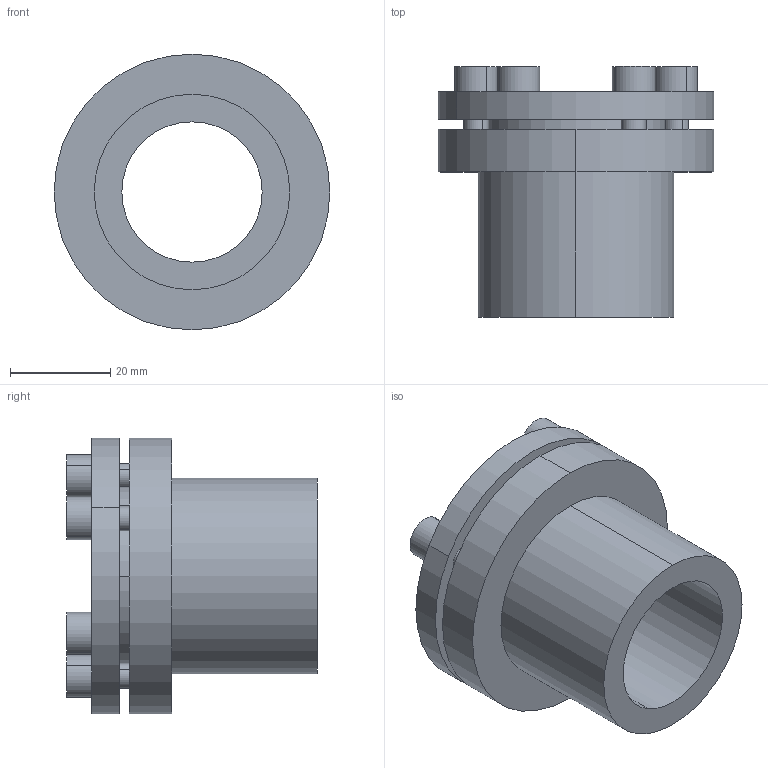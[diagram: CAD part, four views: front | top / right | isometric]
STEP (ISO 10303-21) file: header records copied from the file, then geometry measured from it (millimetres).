
FILE_DESCRIPTION((''),'2;1');
FILE_NAME('C28.stp','2003-07-03T09:38:14',(''),(''),'AutoCAD STEP 2000i','AutoCAD 2000i',', , ');
FILE_SCHEMA(('CONFIG_CONTROL_DESIGN'));
Length unit declared in the file: millimetre
Products named in the file (2): C28; TRYCKBRICKA
Assembly tree (1 placements, depth 2):
  C28
    TRYCKBRICKA
Bounding box: 55 x 50 x 55 mm (x, y, z)
Volume: 43053.7 mm3; surface area: 17380.4 mm2
Topology: 1 solids, 1 shells, 69 faces, 170 edges, 116 vertices
Faces by surface type: plane 39, cylinder 30
Entity records: 2205 total; most frequent: DIRECTION 380, CARTESIAN_POINT 357, ORIENTED_EDGE 340, EDGE_CURVE 170, AXIS2_PLACEMENT_3D 139, VERTEX_POINT 116, VECTOR 102, LINE 102
